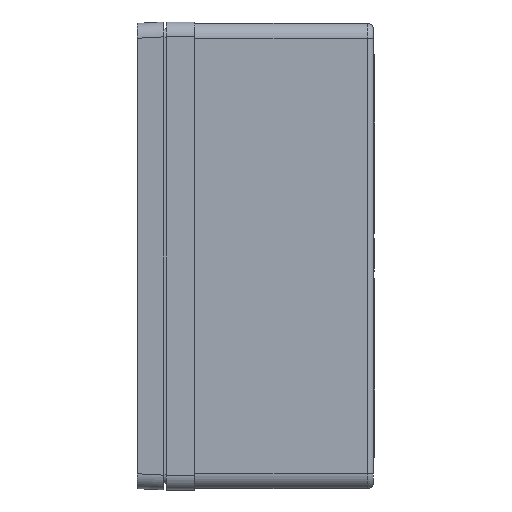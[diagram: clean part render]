
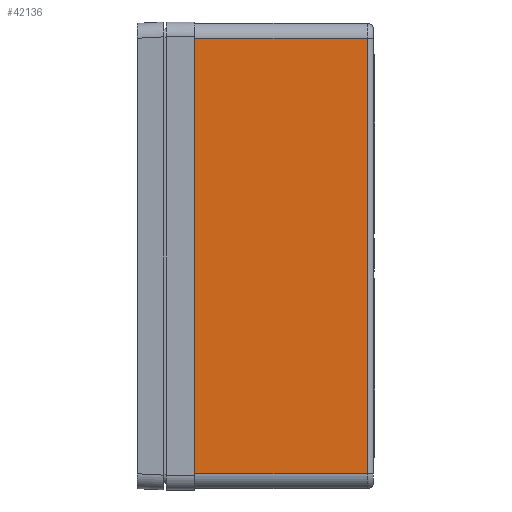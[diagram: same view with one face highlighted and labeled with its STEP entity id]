
A CAD part, left-side view. The second image highlights one B-rep face of the part: STEP entity #42136.
In plain terms, the highlighted planar face has unit normal (-1, 0, 0).
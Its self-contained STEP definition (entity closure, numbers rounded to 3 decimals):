
#1735 = EDGE_CURVE ( 'NONE', #43389, #57637, #10077, .T. ) ;
#1940 = ORIENTED_EDGE ( 'NONE', *, *, #1735, .T. ) ;
#2243 = EDGE_CURVE ( 'NONE', #24843, #54703, #35285, .T. ) ;
#8080 = CARTESIAN_POINT ( 'NONE',  ( -201.5, -120., -146. ) ) ;
#9731 = CARTESIAN_POINT ( 'NONE',  ( -201.5, -116., -146. ) ) ;
#10077 = LINE ( 'NONE', #47721, #62173 ) ;
#15936 = EDGE_CURVE ( 'NONE', #24843, #57637, #24566, .T. ) ;
#18033 = FACE_OUTER_BOUND ( 'NONE', #44868, .T. ) ;
#18369 = DIRECTION ( 'NONE',  ( 0., 0., 1. ) ) ;
#18385 = DIRECTION ( 'NONE',  ( 0., 1., 0. ) ) ;
#20733 = VECTOR ( 'NONE', #47237, 1000. ) ;
#21297 = CARTESIAN_POINT ( 'NONE',  ( -201.5, -116., 146. ) ) ;
#24566 = LINE ( 'NONE', #27451, #62159 ) ;
#24843 = VERTEX_POINT ( 'NONE', #42193 ) ;
#26515 = CARTESIAN_POINT ( 'NONE',  ( -201.5, 0., 146. ) ) ;
#27451 = CARTESIAN_POINT ( 'NONE',  ( -201.5, 0., -156. ) ) ;
#35285 = LINE ( 'NONE', #8080, #20733 ) ;
#37799 = PLANE ( 'NONE',  #52203 ) ;
#37886 = LINE ( 'NONE', #54369, #62452 ) ;
#41887 = ORIENTED_EDGE ( 'NONE', *, *, #2243, .T. ) ;
#42136 = ADVANCED_FACE ( 'NONE', ( #18033 ), #37799, .T. ) ;
#42193 = CARTESIAN_POINT ( 'NONE',  ( -201.5, 0., -146. ) ) ;
#42778 = CARTESIAN_POINT ( 'NONE',  ( -201.5, -120., -156. ) ) ;
#43389 = VERTEX_POINT ( 'NONE', #21297 ) ;
#44868 = EDGE_LOOP ( 'NONE', ( #41887, #49434, #1940, #52254 ) ) ;
#47237 = DIRECTION ( 'NONE',  ( 0., -1., 0. ) ) ;
#47701 = DIRECTION ( 'NONE',  ( -1., 0., 0. ) ) ;
#47721 = CARTESIAN_POINT ( 'NONE',  ( -201.5, -120., 146. ) ) ;
#49413 = DIRECTION ( 'NONE',  ( 0., 0., 1. ) ) ;
#49434 = ORIENTED_EDGE ( 'NONE', *, *, #49559, .T. ) ;
#49559 = EDGE_CURVE ( 'NONE', #54703, #43389, #37886, .T. ) ;
#51061 = DIRECTION ( 'NONE',  ( 0., 0., 1. ) ) ;
#52203 = AXIS2_PLACEMENT_3D ( 'NONE', #42778, #47701, #18369 ) ;
#52254 = ORIENTED_EDGE ( 'NONE', *, *, #15936, .F. ) ;
#54369 = CARTESIAN_POINT ( 'NONE',  ( -201.5, -116., 146. ) ) ;
#54703 = VERTEX_POINT ( 'NONE', #9731 ) ;
#57637 = VERTEX_POINT ( 'NONE', #26515 ) ;
#62159 = VECTOR ( 'NONE', #51061, 1000. ) ;
#62173 = VECTOR ( 'NONE', #18385, 1000. ) ;
#62452 = VECTOR ( 'NONE', #49413, 1000. ) ;
